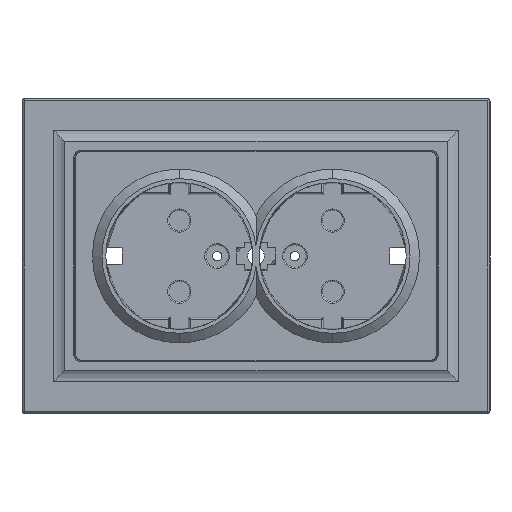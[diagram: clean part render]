
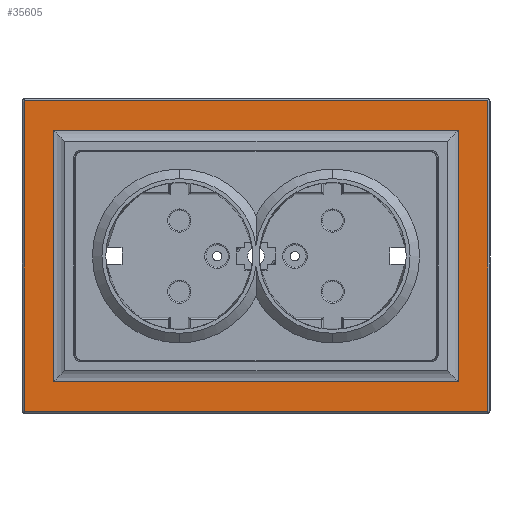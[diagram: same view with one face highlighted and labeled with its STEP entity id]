
A CAD part, top view. The second image highlights one B-rep face of the part: STEP entity #35605.
In plain terms, the highlighted planar face has unit normal (0, 0, 1).
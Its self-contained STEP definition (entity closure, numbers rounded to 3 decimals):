
#436 = DIRECTION ( 'NONE',  ( 0., 0., 1. ) ) ;
#1036 = ORIENTED_EDGE ( 'NONE', *, *, #18669, .F. ) ;
#1184 = EDGE_CURVE ( 'NONE', #11998, #7064, #29677, .T. ) ;
#1450 = EDGE_CURVE ( 'NONE', #9884, #35292, #17534, .T. ) ;
#2556 = DIRECTION ( 'NONE',  ( 1., 0., 0. ) ) ;
#2577 = DIRECTION ( 'NONE',  ( -1., 0., 0. ) ) ;
#3070 = CARTESIAN_POINT ( 'NONE',  ( 160.511, 568.799, 0.4 ) ) ;
#3602 = VECTOR ( 'NONE', #36183, 1000. ) ;
#3633 = LINE ( 'NONE', #29220, #7812 ) ;
#3707 = CARTESIAN_POINT ( 'NONE',  ( 168.342, 639.643, 0.4 ) ) ;
#4098 = FACE_OUTER_BOUND ( 'NONE', #27692, .T. ) ;
#4529 = ORIENTED_EDGE ( 'NONE', *, *, #9727, .T. ) ;
#4752 = EDGE_CURVE ( 'NONE', #15256, #45647, #17980, .T. ) ;
#4904 = VECTOR ( 'NONE', #41908, 1000. ) ;
#4929 = CARTESIAN_POINT ( 'NONE',  ( 160.642, 651.444, 0.4 ) ) ;
#5500 = CARTESIAN_POINT ( 'NONE',  ( 284.258, 651.474, 0.4 ) ) ;
#6413 = EDGE_CURVE ( 'NONE', #45647, #43675, #30518, .T. ) ;
#6474 = CARTESIAN_POINT ( 'NONE',  ( 284.459, 568.799, 0.4 ) ) ;
#6690 = LINE ( 'NONE', #32765, #41816 ) ;
#7064 = VERTEX_POINT ( 'NONE', #44981 ) ;
#7812 = VECTOR ( 'NONE', #22166, 1000. ) ;
#8107 = VECTOR ( 'NONE', #40145, 1000. ) ;
#8288 = CARTESIAN_POINT ( 'NONE',  ( 284.186, 651.474, 0.4 ) ) ;
#9032 = CARTESIAN_POINT ( 'NONE',  ( 160.511, 568.799, 0.4 ) ) ;
#9319 = CARTESIAN_POINT ( 'NONE',  ( 160.784, 651.474, 0.4 ) ) ;
#9535 = CARTESIAN_POINT ( 'NONE',  ( 160.784, 651.474, 0.4 ) ) ;
#9679 = VERTEX_POINT ( 'NONE', #35341 ) ;
#9727 = EDGE_CURVE ( 'NONE', #36243, #9679, #3633, .T. ) ;
#9884 = VERTEX_POINT ( 'NONE', #16052 ) ;
#10853 = CARTESIAN_POINT ( 'NONE',  ( 276.628, 639.643, 0.4 ) ) ;
#11181 = FACE_BOUND ( 'NONE', #38257, .T. ) ;
#11998 = VERTEX_POINT ( 'NONE', #13218 ) ;
#13218 = CARTESIAN_POINT ( 'NONE',  ( 276.628, 576.357, 0.4 ) ) ;
#14067 = EDGE_CURVE ( 'NONE', #24263, #17179, #6690, .T. ) ;
#15124 = EDGE_CURVE ( 'NONE', #11998, #9679, #32292, .T. ) ;
#15256 = VERTEX_POINT ( 'NONE', #35656 ) ;
#15304 = DIRECTION ( 'NONE',  ( -1., 0., 0. ) ) ;
#16052 = CARTESIAN_POINT ( 'NONE',  ( 284.459, 568.799, 0.4 ) ) ;
#16581 = CARTESIAN_POINT ( 'NONE',  ( 160.511, 568.727, 0.4 ) ) ;
#16932 = CARTESIAN_POINT ( 'NONE',  ( 168.342, 643.643, 0.4 ) ) ;
#17179 = VERTEX_POINT ( 'NONE', #9535 ) ;
#17534 = B_SPLINE_CURVE_WITH_KNOTS ( 'NONE', 3,
 ( #6474, #47395, #47155, #21340, #47628, #40338 ),
 .UNSPECIFIED., .F., .F.,
 ( 4, 2, 4 ),
 ( 0., 0.5, 1. ),
 .UNSPECIFIED. ) ;
#17980 = LINE ( 'NONE', #47452, #8107 ) ;
#18183 = EDGE_CURVE ( 'NONE', #7064, #36243, #37089, .T. ) ;
#18585 = DIRECTION ( 'NONE',  ( 0., 1., 0. ) ) ;
#18669 = EDGE_CURVE ( 'NONE', #34003, #9884, #29969, .T. ) ;
#18813 = CARTESIAN_POINT ( 'NONE',  ( 160.784, 568.526, 0.4 ) ) ;
#19560 = CARTESIAN_POINT ( 'NONE',  ( 160.511, 651.273, 0.4 ) ) ;
#20831 = CARTESIAN_POINT ( 'NONE',  ( 242.985, 568.526, 0.4 ) ) ;
#20850 = AXIS2_PLACEMENT_3D ( 'NONE', #41390, #436, #36995 ) ;
#21271 = ORIENTED_EDGE ( 'NONE', *, *, #6413, .T. ) ;
#21340 = CARTESIAN_POINT ( 'NONE',  ( 284.329, 568.556, 0.4 ) ) ;
#22166 = DIRECTION ( 'NONE',  ( 1., 0., 0. ) ) ;
#22361 = CARTESIAN_POINT ( 'NONE',  ( 272.627, 576.357, 0.4 ) ) ;
#22684 = CARTESIAN_POINT ( 'NONE',  ( 284.186, 568.526, 0.4 ) ) ;
#23685 = CARTESIAN_POINT ( 'NONE',  ( 160.541, 651.343, 0.4 ) ) ;
#24263 = VERTEX_POINT ( 'NONE', #8288 ) ;
#24351 = CARTESIAN_POINT ( 'NONE',  ( 160.784, 568.526, 0.4 ) ) ;
#24804 = ORIENTED_EDGE ( 'NONE', *, *, #1450, .F. ) ;
#27177 = CARTESIAN_POINT ( 'NONE',  ( 284.459, 651.273, 0.4 ) ) ;
#27692 = EDGE_LOOP ( 'NONE', ( #45771, #24804, #1036, #31960, #29001, #46380, #45682, #21271 ) ) ;
#27770 = CARTESIAN_POINT ( 'NONE',  ( 160.541, 568.657, 0.4 ) ) ;
#29001 = ORIENTED_EDGE ( 'NONE', *, *, #14067, .T. ) ;
#29220 = CARTESIAN_POINT ( 'NONE',  ( 213.342, 643.643, 0.4 ) ) ;
#29677 = LINE ( 'NONE', #22361, #44191 ) ;
#29969 = LINE ( 'NONE', #37765, #4904 ) ;
#30518 = B_SPLINE_CURVE_WITH_KNOTS ( 'NONE', 3,
 ( #9032, #16581, #27770, #31441, #46287, #24351 ),
 .UNSPECIFIED., .F., .F.,
 ( 4, 2, 4 ),
 ( 0., 0.5, 1. ),
 .UNSPECIFIED. ) ;
#31441 = CARTESIAN_POINT ( 'NONE',  ( 160.642, 568.556, 0.4 ) ) ;
#31560 = CARTESIAN_POINT ( 'NONE',  ( 284.43, 651.343, 0.4 ) ) ;
#31960 = ORIENTED_EDGE ( 'NONE', *, *, #37291, .F. ) ;
#32292 = LINE ( 'NONE', #10853, #3602 ) ;
#32496 = VECTOR ( 'NONE', #2556, 1000. ) ;
#32765 = CARTESIAN_POINT ( 'NONE',  ( 242.985, 651.474, 0.4 ) ) ;
#33814 = PLANE ( 'NONE',  #20850 ) ;
#34003 = VERTEX_POINT ( 'NONE', #47555 ) ;
#34770 = VECTOR ( 'NONE', #18585, 1000. ) ;
#35212 = CARTESIAN_POINT ( 'NONE',  ( 284.186, 651.474, 0.4 ) ) ;
#35292 = VERTEX_POINT ( 'NONE', #22684 ) ;
#35304 = ORIENTED_EDGE ( 'NONE', *, *, #18183, .T. ) ;
#35341 = CARTESIAN_POINT ( 'NONE',  ( 276.628, 643.643, 0.4 ) ) ;
#35605 = ADVANCED_FACE ( 'NONE', ( #11181, #4098 ), #33814, .T. ) ;
#35656 = CARTESIAN_POINT ( 'NONE',  ( 160.511, 651.201, 0.4 ) ) ;
#36183 = DIRECTION ( 'NONE',  ( 0., 1., 0. ) ) ;
#36243 = VERTEX_POINT ( 'NONE', #16932 ) ;
#36995 = DIRECTION ( 'NONE',  ( 1., 0., 0. ) ) ;
#37089 = LINE ( 'NONE', #3707, #34770 ) ;
#37291 = EDGE_CURVE ( 'NONE', #24263, #34003, #41227, .T. ) ;
#37391 = ORIENTED_EDGE ( 'NONE', *, *, #15124, .F. ) ;
#37765 = CARTESIAN_POINT ( 'NONE',  ( 284.459, 610., 0.4 ) ) ;
#38257 = EDGE_LOOP ( 'NONE', ( #35304, #4529, #37391, #40148 ) ) ;
#38323 = CARTESIAN_POINT ( 'NONE',  ( 160.713, 651.474, 0.4 ) ) ;
#39640 = EDGE_CURVE ( 'NONE', #17179, #15256, #47193, .T. ) ;
#40145 = DIRECTION ( 'NONE',  ( 0., -1., 0. ) ) ;
#40148 = ORIENTED_EDGE ( 'NONE', *, *, #1184, .T. ) ;
#40338 = CARTESIAN_POINT ( 'NONE',  ( 284.186, 568.526, 0.4 ) ) ;
#41227 = B_SPLINE_CURVE_WITH_KNOTS ( 'NONE', 3,
 ( #35212, #5500, #45448, #31560, #27177, #46398 ),
 .UNSPECIFIED., .F., .F.,
 ( 4, 2, 4 ),
 ( 0., 0.5, 1. ),
 .UNSPECIFIED. ) ;
#41390 = CARTESIAN_POINT ( 'NONE',  ( 242.985, 610., 0.4 ) ) ;
#41816 = VECTOR ( 'NONE', #2577, 1000. ) ;
#41908 = DIRECTION ( 'NONE',  ( 0., -1., 0. ) ) ;
#42530 = LINE ( 'NONE', #20831, #32496 ) ;
#43059 = EDGE_CURVE ( 'NONE', #43675, #35292, #42530, .T. ) ;
#43675 = VERTEX_POINT ( 'NONE', #18813 ) ;
#44191 = VECTOR ( 'NONE', #15304, 1000. ) ;
#44981 = CARTESIAN_POINT ( 'NONE',  ( 168.342, 576.357, 0.4 ) ) ;
#45448 = CARTESIAN_POINT ( 'NONE',  ( 284.329, 651.444, 0.4 ) ) ;
#45647 = VERTEX_POINT ( 'NONE', #3070 ) ;
#45682 = ORIENTED_EDGE ( 'NONE', *, *, #4752, .T. ) ;
#45771 = ORIENTED_EDGE ( 'NONE', *, *, #43059, .T. ) ;
#45853 = CARTESIAN_POINT ( 'NONE',  ( 160.511, 651.201, 0.4 ) ) ;
#46287 = CARTESIAN_POINT ( 'NONE',  ( 160.713, 568.526, 0.4 ) ) ;
#46380 = ORIENTED_EDGE ( 'NONE', *, *, #39640, .T. ) ;
#46398 = CARTESIAN_POINT ( 'NONE',  ( 284.459, 651.201, 0.4 ) ) ;
#47155 = CARTESIAN_POINT ( 'NONE',  ( 284.43, 568.657, 0.4 ) ) ;
#47193 = B_SPLINE_CURVE_WITH_KNOTS ( 'NONE', 3,
 ( #9319, #38323, #4929, #23685, #19560, #45853 ),
 .UNSPECIFIED., .F., .F.,
 ( 4, 2, 4 ),
 ( 0., 0.5, 1. ),
 .UNSPECIFIED. ) ;
#47395 = CARTESIAN_POINT ( 'NONE',  ( 284.459, 568.727, 0.4 ) ) ;
#47452 = CARTESIAN_POINT ( 'NONE',  ( 160.511, 610., 0.4 ) ) ;
#47555 = CARTESIAN_POINT ( 'NONE',  ( 284.459, 651.201, 0.4 ) ) ;
#47628 = CARTESIAN_POINT ( 'NONE',  ( 284.258, 568.526, 0.4 ) ) ;
